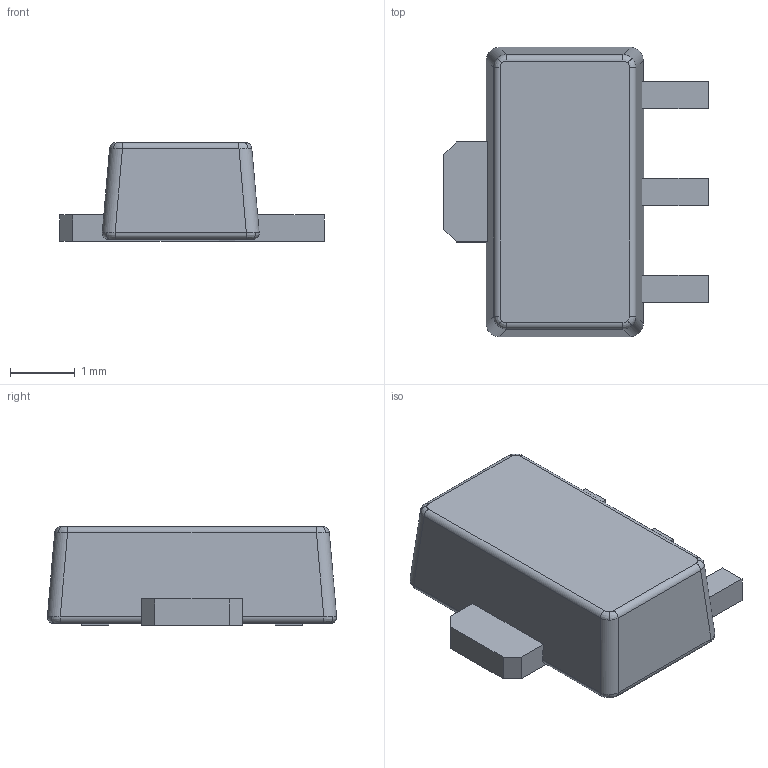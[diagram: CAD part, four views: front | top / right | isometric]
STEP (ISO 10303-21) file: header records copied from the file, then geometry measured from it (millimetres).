
FILE_DESCRIPTION (( 'STEP AP214' ), '1' );
FILE_NAME ('SOT-89-3_L4.5-W2.5-P1.50-LS4.1-BR-1.STEP', '2021-09-23T01:23:19', ( '' ), ( '' ), 'SwSTEP 2.0', 'SolidWorks 2018', '' );
FILE_SCHEMA (( 'AUTOMOTIVE_DESIGN' ));
Length unit declared in the file: millimetre
Products named in the file (1): SOT-89-3_L4.5-W2.5-P1.50-LS4.1-BR-1
Bounding box: 4.1 x 4.48 x 1.53 mm (x, y, z)
Volume: 16.1 mm3; surface area: 47.2 mm2
Topology: 1 solids, 1 shells, 126 faces, 335 edges, 218 vertices
Faces by surface type: plane 76, bspline 32, cylinder 18
Entity records: 5410 total; most frequent: CARTESIAN_POINT 2008, ORIENTED_EDGE 670, DIRECTION 497, EDGE_CURVE 335, LINE 235, VECTOR 235, VERTEX_POINT 218, EDGE_LOOP 133
